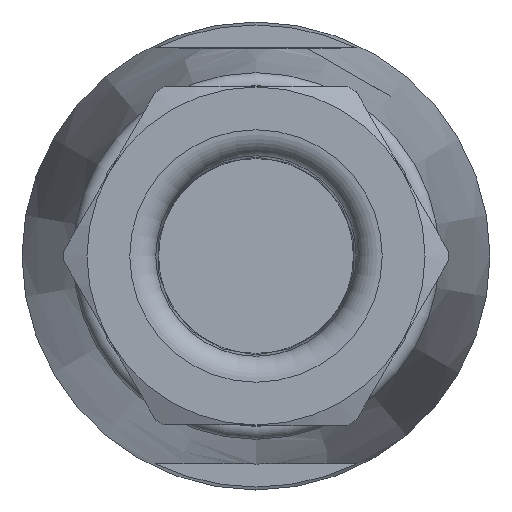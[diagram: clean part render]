
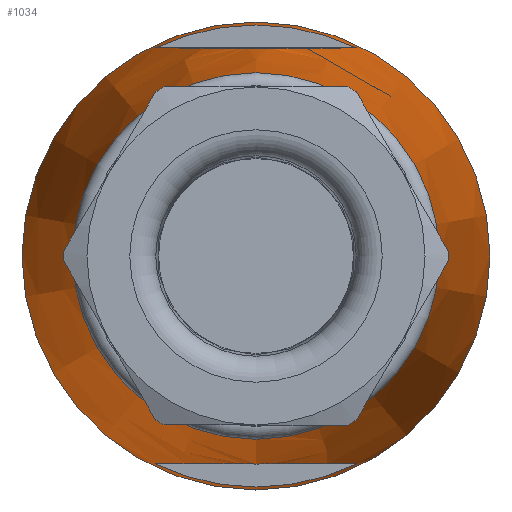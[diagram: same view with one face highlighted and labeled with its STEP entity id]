
A CAD part, left-side view. The second image highlights one B-rep face of the part: STEP entity #1034.
In plain terms, the highlighted conical face has half-angle 6.52 degrees and reference radius 9 mm.
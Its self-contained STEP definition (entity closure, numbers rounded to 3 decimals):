
#1026=CONICAL_SURFACE('',#2781,9.,6.52);
#1034=ADVANCED_FACE('',(#1267,#1268,#1269,#1270),#1026,.T.);
#1241=B_SPLINE_CURVE_WITH_KNOTS('',3,(#3763,#3764,#3765,#3766,#3767,#3768,
#3769,#3770,#3771,#3772,#3773,#3774,#3775,#3776,#3777,#3778,#3779,#3780),
 .UNSPECIFIED.,.F.,.F.,(4,2,2,2,2,2,2,2,4),(0.,0.25,0.375,0.438,0.5,0.563,
0.625,0.75,1.),.UNSPECIFIED.);
#1242=B_SPLINE_CURVE_WITH_KNOTS('',3,(#3783,#3784,#3785,#3786,#3787,#3788,
#3789,#3790,#3791,#3792,#3793,#3794,#3795,#3796,#3797,#3798,#3799,#3800),
 .UNSPECIFIED.,.F.,.F.,(4,2,2,2,2,2,2,2,4),(0.,0.25,0.375,0.438,0.5,0.563,
0.625,0.75,1.),.UNSPECIFIED.);
#1267=FACE_BOUND('',#1334,.T.);
#1268=FACE_BOUND('',#1335,.T.);
#1269=FACE_BOUND('',#1336,.T.);
#1270=FACE_BOUND('',#1337,.T.);
#1334=EDGE_LOOP('',(#1512,#1513));
#1335=EDGE_LOOP('',(#1514));
#1336=EDGE_LOOP('',(#1515,#1516));
#1337=EDGE_LOOP('',(#1517));
#1512=ORIENTED_EDGE('',*,*,#2335,.T.);
#1513=ORIENTED_EDGE('',*,*,#2336,.T.);
#1514=ORIENTED_EDGE('',*,*,#2337,.F.);
#1515=ORIENTED_EDGE('',*,*,#2338,.F.);
#1516=ORIENTED_EDGE('',*,*,#2339,.F.);
#1517=ORIENTED_EDGE('',*,*,#2340,.T.);
#2128=VERTEX_POINT('',#3761);
#2129=VERTEX_POINT('',#3762);
#2130=VERTEX_POINT('',#3782);
#2131=VERTEX_POINT('',#3801);
#2132=VERTEX_POINT('',#3802);
#2133=VERTEX_POINT('',#3805);
#2335=EDGE_CURVE('',#2128,#2129,#2641,.T.);
#2336=EDGE_CURVE('',#2129,#2128,#1241,.T.);
#2337=EDGE_CURVE('',#2130,#2130,#2642,.T.);
#2338=EDGE_CURVE('',#2131,#2132,#1242,.T.);
#2339=EDGE_CURVE('',#2132,#2131,#2643,.T.);
#2340=EDGE_CURVE('',#2133,#2133,#2644,.T.);
#2641=CIRCLE('',#2777,8.886);
#2642=CIRCLE('',#2778,7.051);
#2643=CIRCLE('',#2779,8.886);
#2644=CIRCLE('',#2780,9.);
#2777=AXIS2_PLACEMENT_3D('',#3760,#3054,#3055);
#2778=AXIS2_PLACEMENT_3D('',#3781,#3056,#3057);
#2779=AXIS2_PLACEMENT_3D('',#3803,#3058,#3059);
#2780=AXIS2_PLACEMENT_3D('',#3804,#3060,#3061);
#2781=AXIS2_PLACEMENT_3D('',#3806,#3062,#3063);
#3054=DIRECTION('',(1.,0.,0.));
#3055=DIRECTION('',(0.,-1.,0.));
#3056=DIRECTION('',(-1.,0.,0.));
#3057=DIRECTION('',(0.,0.,-1.));
#3058=DIRECTION('',(-1.,0.,0.));
#3059=DIRECTION('',(0.,1.,0.));
#3060=DIRECTION('',(-1.,0.,0.));
#3061=DIRECTION('',(0.,0.,-1.));
#3062=DIRECTION('',(1.,0.,0.));
#3063=DIRECTION('',(0.,0.,1.));
#3760=CARTESIAN_POINT('',(-1.5,0.,0.));
#3761=CARTESIAN_POINT('',(-1.5,-3.867,-8.));
#3762=CARTESIAN_POINT('',(-1.5,3.867,-8.));
#3763=CARTESIAN_POINT('',(-1.5,3.867,-8.));
#3764=CARTESIAN_POINT('',(-2.925,3.493,-8.));
#3765=CARTESIAN_POINT('',(-4.341,3.088,-8.));
#3766=CARTESIAN_POINT('',(-6.42,2.311,-8.));
#3767=CARTESIAN_POINT('',(-7.115,2.023,-8.));
#3768=CARTESIAN_POINT('',(-8.091,1.473,-8.));
#3769=CARTESIAN_POINT('',(-8.405,1.272,-8.));
#3770=CARTESIAN_POINT('',(-8.962,0.769,-8.));
#3771=CARTESIAN_POINT('',(-9.222,0.445,-8.));
#3772=CARTESIAN_POINT('',(-9.274,-0.324,-8.));
#3773=CARTESIAN_POINT('',(-9.041,-0.673,-8.));
#3774=CARTESIAN_POINT('',(-8.5,-1.203,-8.));
#3775=CARTESIAN_POINT('',(-8.18,-1.416,-8.));
#3776=CARTESIAN_POINT('',(-7.205,-1.983,-8.));
#3777=CARTESIAN_POINT('',(-6.506,-2.276,-8.));
#3778=CARTESIAN_POINT('',(-4.392,-3.074,-8.));
#3779=CARTESIAN_POINT('',(-2.95,-3.487,-8.));
#3780=CARTESIAN_POINT('',(-1.5,-3.867,-8.));
#3781=CARTESIAN_POINT('',(-17.557,0.,0.));
#3782=CARTESIAN_POINT('',(-17.557,0.,-7.051));
#3783=CARTESIAN_POINT('',(-1.5,3.867,8.));
#3784=CARTESIAN_POINT('',(-2.925,3.493,8.));
#3785=CARTESIAN_POINT('',(-4.341,3.088,8.));
#3786=CARTESIAN_POINT('',(-6.42,2.311,8.));
#3787=CARTESIAN_POINT('',(-7.115,2.023,8.));
#3788=CARTESIAN_POINT('',(-8.091,1.473,8.));
#3789=CARTESIAN_POINT('',(-8.405,1.272,8.));
#3790=CARTESIAN_POINT('',(-8.962,0.769,8.));
#3791=CARTESIAN_POINT('',(-9.222,0.445,8.));
#3792=CARTESIAN_POINT('',(-9.274,-0.324,8.));
#3793=CARTESIAN_POINT('',(-9.041,-0.673,8.));
#3794=CARTESIAN_POINT('',(-8.5,-1.203,8.));
#3795=CARTESIAN_POINT('',(-8.18,-1.416,8.));
#3796=CARTESIAN_POINT('',(-7.205,-1.983,8.));
#3797=CARTESIAN_POINT('',(-6.506,-2.276,8.));
#3798=CARTESIAN_POINT('',(-4.392,-3.074,8.));
#3799=CARTESIAN_POINT('',(-2.95,-3.487,8.));
#3800=CARTESIAN_POINT('',(-1.5,-3.867,8.));
#3801=CARTESIAN_POINT('',(-1.5,3.867,8.));
#3802=CARTESIAN_POINT('',(-1.5,-3.867,8.));
#3803=CARTESIAN_POINT('',(-1.5,0.,0.));
#3804=CARTESIAN_POINT('',(-0.5,0.,0.));
#3805=CARTESIAN_POINT('',(-0.5,0.,-9.));
#3806=CARTESIAN_POINT('',(-0.5,0.,0.));
